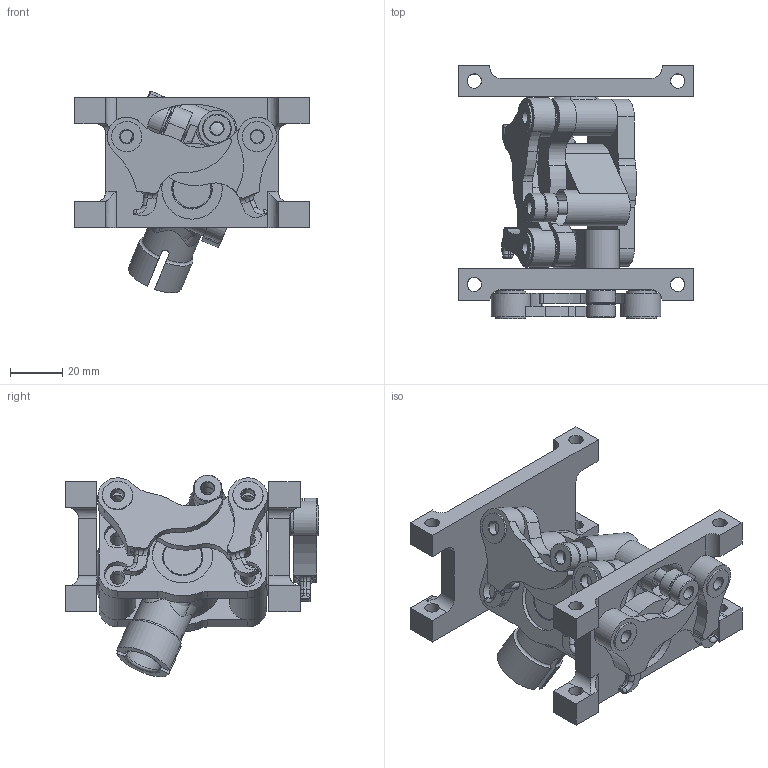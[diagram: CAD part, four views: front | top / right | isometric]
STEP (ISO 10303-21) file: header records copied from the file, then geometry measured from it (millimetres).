
FILE_DESCRIPTION(/* description */ (''),/* implementation_level */ '2;1');
FILE_NAME(/* name */ 'gimbal_frame_assembly.stp',/* time_stamp */ '2021-04-06T17:02:20+02:00',/* author */ ('Jan'),/* organization */ (''),/* preprocessor_version */ 'ST-DEVELOPER v17',/* originating_system */ 'Autodesk Inventor 2019',/* authorisation */ '');
FILE_SCHEMA (('AUTOMOTIVE_DESIGN { 1 0 10303 214 3 1 1 }'));
Length unit declared in the file: millimetre
Products named in the file (1): gimbal_frame_assembly
Bounding box: 90 x 97.1 x 77.32 mm (x, y, z)
Volume: 145960.1 mm3; surface area: 76464 mm2
Topology: 28 solids, 28 shells, 615 faces, 1630 edges, 1091 vertices
Faces by surface type: cylinder 265, plane 232, cone 61, torus 39, bspline 18
Full cylindrical faces by diameter (mm): 5 x12, 5.5 x29, 8.5 x4, 10 x8, 10.2 x8, 10.5 x2, 11 x4, 11.6 x8, 14 x3, 14.4 x1, 14.6 x3, 14.8 x1, 15 x5, 17.8 x1, 18 x1, 20 x1, 23.2 x4, 24 x4, 24.2 x4
Entity records: 21671 total; most frequent: CARTESIAN_POINT 5486, DIRECTION 3579, ORIENTED_EDGE 3252, EDGE_CURVE 1626, AXIS2_PLACEMENT_3D 1430, VERTEX_POINT 1091, CIRCLE 814, EDGE_LOOP 749
